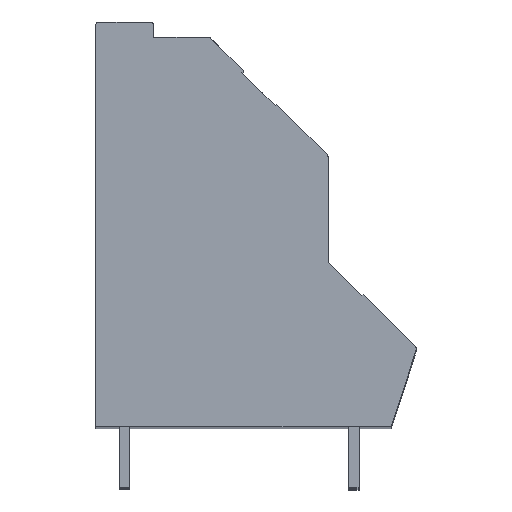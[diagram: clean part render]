
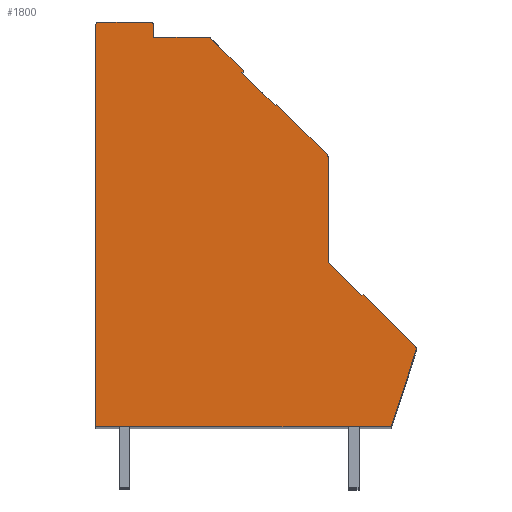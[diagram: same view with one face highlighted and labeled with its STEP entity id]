
A CAD part, top view. The second image highlights one B-rep face of the part: STEP entity #1800.
In plain terms, the highlighted planar face has unit normal (0, 0, 1).
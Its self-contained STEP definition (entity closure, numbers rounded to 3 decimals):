
#1800 = ADVANCED_FACE( '', ( #3802 ), #3803, .T. );
#3802 = FACE_OUTER_BOUND( '', #5971, .T. );
#3803 = PLANE( '', #5972 );
#5971 = EDGE_LOOP( '', ( #11528, #11529, #11530, #11531, #11532, #11533, #11534, #11535, #11536, #11537, #11538, #11539, #11540, #11541, #11542, #11543, #11544, #11545, #11546, #11547 ) );
#5972 = AXIS2_PLACEMENT_3D( '', #11548, #11549, #11550 );
#11528 = ORIENTED_EDGE( '', *, *, #15381, .T. );
#11529 = ORIENTED_EDGE( '', *, *, #15277, .T. );
#11530 = ORIENTED_EDGE( '', *, *, #14651, .T. );
#11531 = ORIENTED_EDGE( '', *, *, #14437, .T. );
#11532 = ORIENTED_EDGE( '', *, *, #14594, .T. );
#11533 = ORIENTED_EDGE( '', *, *, #15630, .T. );
#11534 = ORIENTED_EDGE( '', *, *, #13806, .T. );
#11535 = ORIENTED_EDGE( '', *, *, #14847, .T. );
#11536 = ORIENTED_EDGE( '', *, *, #13559, .T. );
#11537 = ORIENTED_EDGE( '', *, *, #13924, .T. );
#11538 = ORIENTED_EDGE( '', *, *, #13549, .T. );
#11539 = ORIENTED_EDGE( '', *, *, #14732, .T. );
#11540 = ORIENTED_EDGE( '', *, *, #15651, .T. );
#11541 = ORIENTED_EDGE( '', *, *, #15652, .T. );
#11542 = ORIENTED_EDGE( '', *, *, #15653, .T. );
#11543 = ORIENTED_EDGE( '', *, *, #13824, .T. );
#11544 = ORIENTED_EDGE( '', *, *, #15654, .T. );
#11545 = ORIENTED_EDGE( '', *, *, #14100, .T. );
#11546 = ORIENTED_EDGE( '', *, *, #14289, .T. );
#11547 = ORIENTED_EDGE( '', *, *, #15029, .T. );
#11548 = CARTESIAN_POINT( '', ( -1.7, 26.3, 80. ) );
#11549 = DIRECTION( '', ( 0., 0., 1. ) );
#11550 = DIRECTION( '', ( 1., 0., 0. ) );
#13549 = EDGE_CURVE( '', #16438, #16443, #16445, .T. );
#13559 = EDGE_CURVE( '', #16456, #16461, #16463, .T. );
#13806 = EDGE_CURVE( '', #16886, #16891, #16893, .T. );
#13824 = EDGE_CURVE( '', #16925, #16923, #16926, .T. );
#13924 = EDGE_CURVE( '', #16461, #16438, #17096, .T. );
#14100 = EDGE_CURVE( '', #17388, #17386, #17389, .T. );
#14289 = EDGE_CURVE( '', #17386, #17696, #17698, .T. );
#14437 = EDGE_CURVE( '', #17929, #17927, #17930, .T. );
#14594 = EDGE_CURVE( '', #17927, #18168, #18170, .T. );
#14651 = EDGE_CURVE( '', #18253, #17929, #18256, .T. );
#14732 = EDGE_CURVE( '', #16443, #18390, #18392, .T. );
#14847 = EDGE_CURVE( '', #16891, #16456, #18555, .T. );
#15029 = EDGE_CURVE( '', #17696, #18819, #18821, .T. );
#15277 = EDGE_CURVE( '', #19147, #18253, #19148, .T. );
#15381 = EDGE_CURVE( '', #18819, #19147, #19286, .T. );
#15630 = EDGE_CURVE( '', #18168, #16886, #19576, .T. );
#15651 = EDGE_CURVE( '', #18390, #19600, #19601, .T. );
#15652 = EDGE_CURVE( '', #19600, #19602, #19603, .T. );
#15653 = EDGE_CURVE( '', #19602, #16925, #19604, .T. );
#15654 = EDGE_CURVE( '', #16923, #17388, #19605, .T. );
#16438 = VERTEX_POINT( '', #20683 );
#16443 = VERTEX_POINT( '', #20690 );
#16445 = LINE( '', #20693, #20694 );
#16456 = VERTEX_POINT( '', #20709 );
#16461 = VERTEX_POINT( '', #20716 );
#16463 = LINE( '', #20719, #20720 );
#16886 = VERTEX_POINT( '', #21369 );
#16891 = VERTEX_POINT( '', #21376 );
#16893 = LINE( '', #21379, #21380 );
#16923 = VERTEX_POINT( '', #21432 );
#16925 = VERTEX_POINT( '', #21435 );
#16926 = LINE( '', #21436, #21437 );
#17096 = CIRCLE( '', #21691, 0.2 );
#17386 = VERTEX_POINT( '', #22157 );
#17388 = VERTEX_POINT( '', #22160 );
#17389 = LINE( '', #22161, #22162 );
#17696 = VERTEX_POINT( '', #22635 );
#17698 = CIRCLE( '', #22638, 0.2 );
#17927 = VERTEX_POINT( '', #23003 );
#17929 = VERTEX_POINT( '', #23006 );
#17930 = LINE( '', #23007, #23008 );
#18168 = VERTEX_POINT( '', #23386 );
#18170 = CIRCLE( '', #23389, 0.2 );
#18253 = VERTEX_POINT( '', #23514 );
#18256 = LINE( '', #23519, #23520 );
#18390 = VERTEX_POINT( '', #23732 );
#18392 = LINE( '', #23735, #23736 );
#18555 = CIRCLE( '', #24004, 0.2 );
#18819 = VERTEX_POINT( '', #24442 );
#18821 = LINE( '', #24445, #24446 );
#19147 = VERTEX_POINT( '', #24963 );
#19148 = LINE( '', #24964, #24965 );
#19286 = LINE( '', #25192, #25193 );
#19576 = LINE( '', #25669, #25670 );
#19600 = VERTEX_POINT( '', #25705 );
#19601 = LINE( '', #25706, #25707 );
#19602 = VERTEX_POINT( '', #25708 );
#19603 = CIRCLE( '', #25709, 0.2 );
#19604 = LINE( '', #25710, #25711 );
#19605 = LINE( '', #25712, #25713 );
#20683 = CARTESIAN_POINT( '', ( -1.9, 26.3, 80. ) );
#20690 = CARTESIAN_POINT( '', ( -1.9, 0., 80. ) );
#20693 = CARTESIAN_POINT( '', ( -1.9, 26.3, 80. ) );
#20694 = VECTOR( '', #26368, 1000. );
#20709 = CARTESIAN_POINT( '', ( 1.7, 26.5, 80. ) );
#20716 = CARTESIAN_POINT( '', ( -1.7, 26.5, 80. ) );
#20719 = CARTESIAN_POINT( '', ( 1.7, 26.5, 80. ) );
#20720 = VECTOR( '', #26376, 1000. );
#21369 = CARTESIAN_POINT( '', ( 1.9, 25.5, 80. ) );
#21376 = CARTESIAN_POINT( '', ( 1.9, 26.3, 80. ) );
#21379 = CARTESIAN_POINT( '', ( 1.9, 25.5, 80. ) );
#21380 = VECTOR( '', #26565, 1000. );
#21432 = CARTESIAN_POINT( '', ( 15.508, 8.564, 80. ) );
#21435 = CARTESIAN_POINT( '', ( 15.614, 8.67, 80. ) );
#21436 = CARTESIAN_POINT( '', ( 15.614, 8.67, 80. ) );
#21437 = VECTOR( '', #26576, 1000. );
#21691 = AXIS2_PLACEMENT_3D( '', #26656, #26657, #26658 );
#22157 = CARTESIAN_POINT( '', ( 13.316, 17.673, 80. ) );
#22160 = CARTESIAN_POINT( '', ( 13.316, 10.756, 80. ) );
#22161 = CARTESIAN_POINT( '', ( 13.316, 10.756, 80. ) );
#22162 = VECTOR( '', #26802, 1000. );
#22635 = CARTESIAN_POINT( '', ( 13.258, 17.815, 80. ) );
#22638 = AXIS2_PLACEMENT_3D( '', #26969, #26970, #26971 );
#23003 = CARTESIAN_POINT( '', ( 5.631, 25.441, 80. ) );
#23006 = CARTESIAN_POINT( '', ( 7.765, 23.307, 80. ) );
#23007 = CARTESIAN_POINT( '', ( 7.765, 23.307, 80. ) );
#23008 = VECTOR( '', #27083, 1000. );
#23386 = CARTESIAN_POINT( '', ( 5.489, 25.5, 80. ) );
#23389 = AXIS2_PLACEMENT_3D( '', #27216, #27217, #27218 );
#23514 = CARTESIAN_POINT( '', ( 7.659, 23.201, 80. ) );
#23519 = CARTESIAN_POINT( '', ( 7.659, 23.201, 80. ) );
#23520 = VECTOR( '', #27258, 1000. );
#23732 = CARTESIAN_POINT( '', ( 17.453, 0., 80. ) );
#23735 = CARTESIAN_POINT( '', ( -1.9, 0., 80. ) );
#23736 = VECTOR( '', #27338, 1000. );
#24004 = AXIS2_PLACEMENT_3D( '', #27414, #27415, #27416 );
#24442 = CARTESIAN_POINT( '', ( 9.957, 21.115, 80. ) );
#24445 = CARTESIAN_POINT( '', ( 13.258, 17.815, 80. ) );
#24446 = VECTOR( '', #27560, 1000. );
#24963 = CARTESIAN_POINT( '', ( 9.851, 21.009, 80. ) );
#24964 = CARTESIAN_POINT( '', ( 9.851, 21.009, 80. ) );
#24965 = VECTOR( '', #27744, 1000. );
#25192 = CARTESIAN_POINT( '', ( 9.957, 21.115, 80. ) );
#25193 = VECTOR( '', #27843, 1000. );
#25669 = CARTESIAN_POINT( '', ( 5.489, 25.5, 80. ) );
#25670 = VECTOR( '', #27988, 1000. );
#25705 = CARTESIAN_POINT( '', ( 19.09, 5.039, 80. ) );
#25706 = CARTESIAN_POINT( '', ( 17.453, 0., 80. ) );
#25707 = VECTOR( '', #28003, 1000. );
#25708 = CARTESIAN_POINT( '', ( 19.041, 5.243, 80. ) );
#25709 = AXIS2_PLACEMENT_3D( '', #28004, #28005, #28006 );
#25710 = CARTESIAN_POINT( '', ( 19.041, 5.243, 80. ) );
#25711 = VECTOR( '', #28007, 1000. );
#25712 = CARTESIAN_POINT( '', ( 15.508, 8.564, 80. ) );
#25713 = VECTOR( '', #28008, 1000. );
#26368 = DIRECTION( '', ( 0., -1., 0. ) );
#26376 = DIRECTION( '', ( -1., 0., 0. ) );
#26565 = DIRECTION( '', ( 0., 1., 0. ) );
#26576 = DIRECTION( '', ( -0.707, -0.707, 0. ) );
#26656 = CARTESIAN_POINT( '', ( -1.7, 26.3, 80. ) );
#26657 = DIRECTION( '', ( 0., 0., 1. ) );
#26658 = DIRECTION( '', ( 1., 0., 0. ) );
#26802 = DIRECTION( '', ( 0., 1., 0. ) );
#26969 = CARTESIAN_POINT( '', ( 13.116, 17.673, 80. ) );
#26970 = DIRECTION( '', ( 0., 0., 1. ) );
#26971 = DIRECTION( '', ( 1., 0., 0. ) );
#27083 = DIRECTION( '', ( -0.707, 0.707, 0. ) );
#27216 = CARTESIAN_POINT( '', ( 5.489, 25.3, 80. ) );
#27217 = DIRECTION( '', ( 0., 0., 1. ) );
#27218 = DIRECTION( '', ( 1., 0., 0. ) );
#27258 = DIRECTION( '', ( 0.707, 0.707, 0. ) );
#27338 = DIRECTION( '', ( 1., 0., 0. ) );
#27414 = CARTESIAN_POINT( '', ( 1.7, 26.3, 80. ) );
#27415 = DIRECTION( '', ( 0., 0., 1. ) );
#27416 = DIRECTION( '', ( 1., 0., 0. ) );
#27560 = DIRECTION( '', ( -0.707, 0.707, 0. ) );
#27744 = DIRECTION( '', ( -0.707, 0.707, 0. ) );
#27843 = DIRECTION( '', ( -0.707, -0.707, 0. ) );
#27988 = DIRECTION( '', ( -1., 0., 0. ) );
#28003 = DIRECTION( '', ( 0.309, 0.951, 0. ) );
#28004 = CARTESIAN_POINT( '', ( 18.9, 5.101, 80. ) );
#28005 = DIRECTION( '', ( 0., 0., 1. ) );
#28006 = DIRECTION( '', ( 1., 0., 0. ) );
#28007 = DIRECTION( '', ( -0.707, 0.707, 0. ) );
#28008 = DIRECTION( '', ( -0.707, 0.707, 0. ) );
